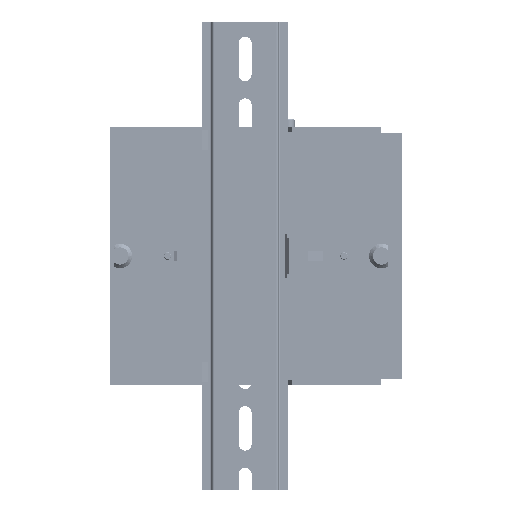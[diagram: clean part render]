
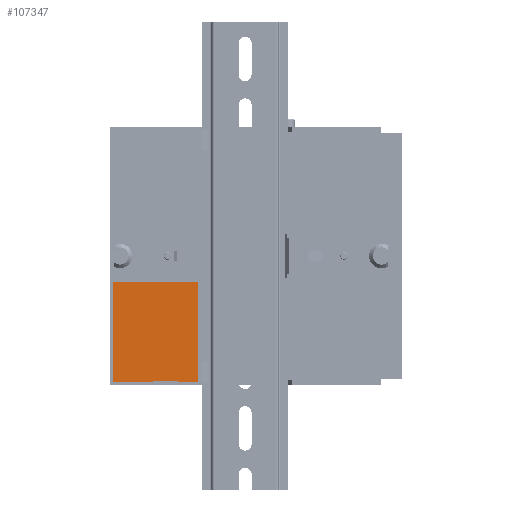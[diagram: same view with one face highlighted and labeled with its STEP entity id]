
A CAD part, front view. The second image highlights one B-rep face of the part: STEP entity #107347.
In plain terms, the highlighted face is planar.
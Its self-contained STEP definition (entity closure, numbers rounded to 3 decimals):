
#2116 = ORIENTED_EDGE ( 'NONE', *, *, #125141, .F. ) ;
#8360 = EDGE_CURVE ( 'NONE', #77258, #147047, #58020, .T. ) ;
#11341 = CARTESIAN_POINT ( 'NONE',  ( -51., 1.5, -53.5 ) ) ;
#13056 = VERTEX_POINT ( 'NONE', #19846 ) ;
#15068 = CARTESIAN_POINT ( 'NONE',  ( -10.75, 1.5, -53.5 ) ) ;
#18642 = LINE ( 'NONE', #131003, #141916 ) ;
#19846 = CARTESIAN_POINT ( 'NONE',  ( -50.9, 1.5, -27.4 ) ) ;
#28194 = DIRECTION ( 'NONE',  ( 0., 0., -1. ) ) ;
#33474 = LINE ( 'NONE', #120722, #178182 ) ;
#40856 = ORIENTED_EDGE ( 'NONE', *, *, #157339, .T. ) ;
#41512 = CARTESIAN_POINT ( 'NONE',  ( -50.9, 1.5, -53.5 ) ) ;
#45430 = CARTESIAN_POINT ( 'NONE',  ( -10.75, 1.5, -53.5 ) ) ;
#46125 = CARTESIAN_POINT ( 'NONE',  ( -10.75, 1.5, -19. ) ) ;
#47546 = CARTESIAN_POINT ( 'NONE',  ( -51., 1.5, -27.4 ) ) ;
#48315 = CARTESIAN_POINT ( 'NONE',  ( -51., 1.5, -19. ) ) ;
#49174 = ORIENTED_EDGE ( 'NONE', *, *, #99934, .T. ) ;
#52048 = DIRECTION ( 'NONE',  ( 1., 0., 0. ) ) ;
#53443 = CARTESIAN_POINT ( 'NONE',  ( -50.9, 1.5, -37.4 ) ) ;
#58020 = LINE ( 'NONE', #46125, #131563 ) ;
#60883 = LINE ( 'NONE', #187912, #172376 ) ;
#62864 = LINE ( 'NONE', #11341, #81895 ) ;
#63591 = CARTESIAN_POINT ( 'NONE',  ( -51., 1.5, -37.4 ) ) ;
#65923 = EDGE_CURVE ( 'NONE', #177330, #77258, #33474, .T. ) ;
#67243 = DIRECTION ( 'NONE',  ( 0., 1., 0. ) ) ;
#77258 = VERTEX_POINT ( 'NONE', #48315 ) ;
#81895 = VECTOR ( 'NONE', #117207, 1000. ) ;
#83805 = VECTOR ( 'NONE', #88572, 1000. ) ;
#88572 = DIRECTION ( 'NONE',  ( 0., 0., -1. ) ) ;
#89909 = VECTOR ( 'NONE', #28194, 1000. ) ;
#92751 = VECTOR ( 'NONE', #169386, 1000. ) ;
#98311 = DIRECTION ( 'NONE',  ( 0., 0., 1. ) ) ;
#99934 = EDGE_CURVE ( 'NONE', #107519, #139296, #102252, .T. ) ;
#102252 = LINE ( 'NONE', #15068, #92751 ) ;
#102680 = ORIENTED_EDGE ( 'NONE', *, *, #179840, .T. ) ;
#103517 = VERTEX_POINT ( 'NONE', #53443 ) ;
#107347 = ADVANCED_FACE ( 'NONE', ( #148240 ), #162025, .T. ) ;
#107519 = VERTEX_POINT ( 'NONE', #45430 ) ;
#115143 = DIRECTION ( 'NONE',  ( -1., 0., 0. ) ) ;
#117207 = DIRECTION ( 'NONE',  ( 0., 0., 1. ) ) ;
#120215 = DIRECTION ( 'NONE',  ( 1., 0., 0. ) ) ;
#120722 = CARTESIAN_POINT ( 'NONE',  ( -51., 1.5, -53.5 ) ) ;
#122465 = CARTESIAN_POINT ( 'NONE',  ( -51., 1.5, -53.5 ) ) ;
#125141 = EDGE_CURVE ( 'NONE', #13056, #103517, #153801, .T. ) ;
#131003 = CARTESIAN_POINT ( 'NONE',  ( -10.75, 1.5, -27.4 ) ) ;
#131563 = VECTOR ( 'NONE', #120215, 1000. ) ;
#139296 = VERTEX_POINT ( 'NONE', #122465 ) ;
#140401 = EDGE_LOOP ( 'NONE', ( #162393, #40856, #2116, #187854, #152822, #169636, #102680, #49174 ) ) ;
#140951 = CARTESIAN_POINT ( 'NONE',  ( -10.75, 1.5, -19. ) ) ;
#141916 = VECTOR ( 'NONE', #115143, 1000. ) ;
#147047 = VERTEX_POINT ( 'NONE', #140951 ) ;
#148240 = FACE_OUTER_BOUND ( 'NONE', #140401, .T. ) ;
#149559 = CARTESIAN_POINT ( 'NONE',  ( -10.75, 1.5, -19. ) ) ;
#150547 = DIRECTION ( 'NONE',  ( 0., 0., 1. ) ) ;
#152822 = ORIENTED_EDGE ( 'NONE', *, *, #65923, .T. ) ;
#153275 = AXIS2_PLACEMENT_3D ( 'NONE', #189265, #67243, #98311 ) ;
#153801 = LINE ( 'NONE', #41512, #89909 ) ;
#154899 = LINE ( 'NONE', #149559, #83805 ) ;
#157339 = EDGE_CURVE ( 'NONE', #169684, #103517, #60883, .T. ) ;
#162025 = PLANE ( 'NONE',  #153275 ) ;
#162393 = ORIENTED_EDGE ( 'NONE', *, *, #192189, .T. ) ;
#169386 = DIRECTION ( 'NONE',  ( -1., 0., 0. ) ) ;
#169636 = ORIENTED_EDGE ( 'NONE', *, *, #8360, .T. ) ;
#169684 = VERTEX_POINT ( 'NONE', #63591 ) ;
#172376 = VECTOR ( 'NONE', #52048, 1000. ) ;
#177149 = EDGE_CURVE ( 'NONE', #13056, #177330, #18642, .T. ) ;
#177330 = VERTEX_POINT ( 'NONE', #47546 ) ;
#178182 = VECTOR ( 'NONE', #150547, 1000. ) ;
#179840 = EDGE_CURVE ( 'NONE', #147047, #107519, #154899, .T. ) ;
#187854 = ORIENTED_EDGE ( 'NONE', *, *, #177149, .T. ) ;
#187912 = CARTESIAN_POINT ( 'NONE',  ( -10.75, 1.5, -37.4 ) ) ;
#189265 = CARTESIAN_POINT ( 'NONE',  ( -10.75, 1.5, -53.5 ) ) ;
#192189 = EDGE_CURVE ( 'NONE', #139296, #169684, #62864, .T. ) ;
